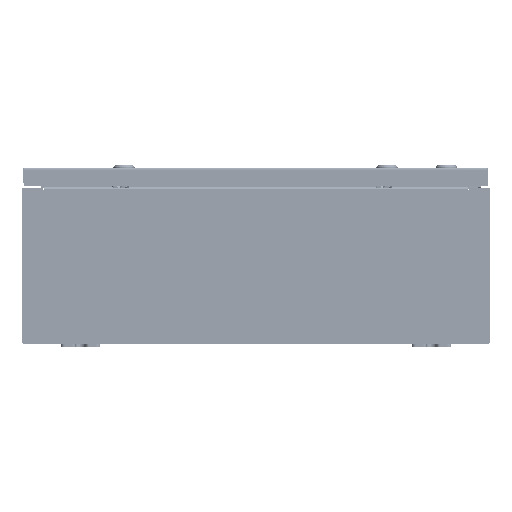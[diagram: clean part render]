
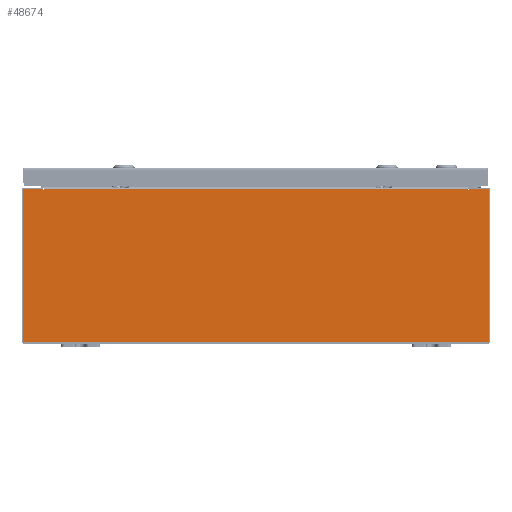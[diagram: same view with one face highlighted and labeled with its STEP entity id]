
A CAD part, front view. The second image highlights one B-rep face of the part: STEP entity #48674.
In plain terms, the highlighted face is planar.
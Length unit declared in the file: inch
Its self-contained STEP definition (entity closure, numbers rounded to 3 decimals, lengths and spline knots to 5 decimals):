
#120 = ORIENTED_EDGE ( 'NONE', *, *, #2977, .T. ) ;
#173 = CARTESIAN_POINT ( 'NONE',  ( 10.92455, 0., 0. ) ) ;
#249 = ORIENTED_EDGE ( 'NONE', *, *, #54577, .F. ) ;
#2109 = PLANE ( 'NONE',  #52152 ) ;
#2850 = ORIENTED_EDGE ( 'NONE', *, *, #55867, .F. ) ;
#2954 = CARTESIAN_POINT ( 'NONE',  ( -11.9253, 0., 3.9253 ) ) ;
#2977 = EDGE_CURVE ( 'NONE', #31771, #10495, #33410, .T. ) ;
#3038 = CARTESIAN_POINT ( 'NONE',  ( 10.92455, 0., 3.9253 ) ) ;
#4636 = DIRECTION ( 'NONE',  ( 0., 1., 0. ) ) ;
#5842 = DIRECTION ( 'NONE',  ( -1., 0., 0. ) ) ;
#7098 = DIRECTION ( 'NONE',  ( 0., 0., -1. ) ) ;
#7479 = LINE ( 'NONE', #20525, #19075 ) ;
#7482 = ORIENTED_EDGE ( 'NONE', *, *, #12661, .T. ) ;
#8158 = LINE ( 'NONE', #62291, #19743 ) ;
#9609 = VECTOR ( 'NONE', #50045, 39.37008 ) ;
#10271 = VERTEX_POINT ( 'NONE', #16607 ) ;
#10495 = VERTEX_POINT ( 'NONE', #13120 ) ;
#11134 = LINE ( 'NONE', #40052, #9609 ) ;
#12661 = EDGE_CURVE ( 'NONE', #26413, #18573, #53969, .T. ) ;
#12927 = DIRECTION ( 'NONE',  ( 0., 0., 1. ) ) ;
#13120 = CARTESIAN_POINT ( 'NONE',  ( 11.9253, 0., 3.9253 ) ) ;
#13268 = DIRECTION ( 'NONE',  ( 1., 0., 0. ) ) ;
#13741 = EDGE_CURVE ( 'NONE', #20637, #51856, #8158, .T. ) ;
#14140 = ORIENTED_EDGE ( 'NONE', *, *, #59141, .T. ) ;
#14185 = FACE_OUTER_BOUND ( 'NONE', #42548, .T. ) ;
#14924 = CARTESIAN_POINT ( 'NONE',  ( -10.90588, 0., 3.87495 ) ) ;
#15650 = ORIENTED_EDGE ( 'NONE', *, *, #47832, .F. ) ;
#16607 = CARTESIAN_POINT ( 'NONE',  ( -10.8872, 0., 3.87495 ) ) ;
#16967 = DIRECTION ( 'NONE',  ( 1., 0., 0. ) ) ;
#18573 = VERTEX_POINT ( 'NONE', #47276 ) ;
#18969 = VERTEX_POINT ( 'NONE', #46796 ) ;
#19075 = VECTOR ( 'NONE', #5842, 39.37008 ) ;
#19102 = LINE ( 'NONE', #173, #55533 ) ;
#19743 = VECTOR ( 'NONE', #12927, 39.37008 ) ;
#19801 = CARTESIAN_POINT ( 'NONE',  ( 10.8872, 0., 3.87495 ) ) ;
#19901 = DIRECTION ( 'NONE',  ( 0., 0., -1. ) ) ;
#20525 = CARTESIAN_POINT ( 'NONE',  ( -11.9253, 0., -3.9253 ) ) ;
#20637 = VERTEX_POINT ( 'NONE', #62852 ) ;
#20925 = VECTOR ( 'NONE', #13268, 39.37008 ) ;
#22228 = ORIENTED_EDGE ( 'NONE', *, *, #39918, .T. ) ;
#22734 = ORIENTED_EDGE ( 'NONE', *, *, #43670, .F. ) ;
#24702 = CARTESIAN_POINT ( 'NONE',  ( 10.8872, 0., 3.9123 ) ) ;
#25438 = CARTESIAN_POINT ( 'NONE',  ( 10.92455, 0., 3.87495 ) ) ;
#26413 = VERTEX_POINT ( 'NONE', #49155 ) ;
#26905 = LINE ( 'NONE', #64055, #36964 ) ;
#27052 = VERTEX_POINT ( 'NONE', #28688 ) ;
#28688 = CARTESIAN_POINT ( 'NONE',  ( -10.8872, 0., 3.9123 ) ) ;
#29779 = DIRECTION ( 'NONE',  ( 0., 0., -1. ) ) ;
#30626 = ORIENTED_EDGE ( 'NONE', *, *, #37947, .F. ) ;
#31043 = DIRECTION ( 'NONE',  ( 0., 0., 1. ) ) ;
#31771 = VERTEX_POINT ( 'NONE', #3038 ) ;
#33410 = LINE ( 'NONE', #2954, #46661 ) ;
#34077 = LINE ( 'NONE', #52735, #20925 ) ;
#34216 = CARTESIAN_POINT ( 'NONE',  ( 10.90588, 0., 3.87495 ) ) ;
#35118 = CARTESIAN_POINT ( 'NONE',  ( -10.92455, 0., 3.9253 ) ) ;
#36698 = DIRECTION ( 'NONE',  ( 0., -1., 0. ) ) ;
#36964 = VECTOR ( 'NONE', #54556, 39.37008 ) ;
#37947 = EDGE_CURVE ( 'NONE', #31771, #60335, #19102, .T. ) ;
#38088 = DIRECTION ( 'NONE',  ( 0., 0., -1. ) ) ;
#39130 = CIRCLE ( 'NONE', #61014, 0.01867 ) ;
#39187 = VECTOR ( 'NONE', #31043, 39.37008 ) ;
#39239 = DIRECTION ( 'NONE',  ( 0., 0., -1. ) ) ;
#39286 = EDGE_CURVE ( 'NONE', #10495, #18969, #52816, .T. ) ;
#39918 = EDGE_CURVE ( 'NONE', #18573, #51856, #34077, .T. ) ;
#40052 = CARTESIAN_POINT ( 'NONE',  ( -10.8872, 0., 0. ) ) ;
#41495 = CARTESIAN_POINT ( 'NONE',  ( 0., 0., 0. ) ) ;
#42548 = EDGE_LOOP ( 'NONE', ( #56376, #249, #15650, #14140, #22734, #2850, #30626, #120, #53012, #43537, #7482, #22228 ) ) ;
#43537 = ORIENTED_EDGE ( 'NONE', *, *, #54622, .T. ) ;
#43670 = EDGE_CURVE ( 'NONE', #60851, #55939, #26905, .T. ) ;
#45804 = CARTESIAN_POINT ( 'NONE',  ( -11.9253, 0., 3.9253 ) ) ;
#46636 = CARTESIAN_POINT ( 'NONE',  ( -10.8872, 0., 3.9123 ) ) ;
#46661 = VECTOR ( 'NONE', #47573, 39.37008 ) ;
#46672 = LINE ( 'NONE', #46636, #61391 ) ;
#46796 = CARTESIAN_POINT ( 'NONE',  ( 11.9253, 0., -3.9253 ) ) ;
#47276 = CARTESIAN_POINT ( 'NONE',  ( -11.9253, 0., 3.9253 ) ) ;
#47573 = DIRECTION ( 'NONE',  ( 1., 0., 0. ) ) ;
#47832 = EDGE_CURVE ( 'NONE', #27052, #10271, #11134, .T. ) ;
#48674 = ADVANCED_FACE ( 'NONE', ( #14185 ), #2109, .F. ) ;
#49155 = CARTESIAN_POINT ( 'NONE',  ( -11.9253, 0., -3.9253 ) ) ;
#49610 = DIRECTION ( 'NONE',  ( 0., 1., 0. ) ) ;
#50045 = DIRECTION ( 'NONE',  ( 0., 0., -1. ) ) ;
#51856 = VERTEX_POINT ( 'NONE', #35118 ) ;
#52152 = AXIS2_PLACEMENT_3D ( 'NONE', #41495, #36698, #7098 ) ;
#52735 = CARTESIAN_POINT ( 'NONE',  ( -11.9253, 0., 3.9253 ) ) ;
#52816 = LINE ( 'NONE', #62802, #62828 ) ;
#53012 = ORIENTED_EDGE ( 'NONE', *, *, #39286, .T. ) ;
#53969 = LINE ( 'NONE', #45804, #39187 ) ;
#54556 = DIRECTION ( 'NONE',  ( 0., 0., 1. ) ) ;
#54577 = EDGE_CURVE ( 'NONE', #10271, #20637, #61699, .T. ) ;
#54622 = EDGE_CURVE ( 'NONE', #18969, #26413, #7479, .T. ) ;
#55533 = VECTOR ( 'NONE', #29779, 39.37008 ) ;
#55867 = EDGE_CURVE ( 'NONE', #60335, #60851, #39130, .T. ) ;
#55939 = VERTEX_POINT ( 'NONE', #24702 ) ;
#56376 = ORIENTED_EDGE ( 'NONE', *, *, #13741, .F. ) ;
#58112 = AXIS2_PLACEMENT_3D ( 'NONE', #14924, #49610, #19901 ) ;
#59141 = EDGE_CURVE ( 'NONE', #27052, #55939, #46672, .T. ) ;
#60335 = VERTEX_POINT ( 'NONE', #25438 ) ;
#60851 = VERTEX_POINT ( 'NONE', #19801 ) ;
#61014 = AXIS2_PLACEMENT_3D ( 'NONE', #34216, #4636, #39239 ) ;
#61391 = VECTOR ( 'NONE', #16967, 39.37008 ) ;
#61699 = CIRCLE ( 'NONE', #58112, 0.01867 ) ;
#62291 = CARTESIAN_POINT ( 'NONE',  ( -10.92455, 0., 0. ) ) ;
#62802 = CARTESIAN_POINT ( 'NONE',  ( 11.9253, 0., 3.9253 ) ) ;
#62828 = VECTOR ( 'NONE', #38088, 39.37008 ) ;
#62852 = CARTESIAN_POINT ( 'NONE',  ( -10.92455, 0., 3.87495 ) ) ;
#64055 = CARTESIAN_POINT ( 'NONE',  ( 10.8872, 0., 0. ) ) ;
